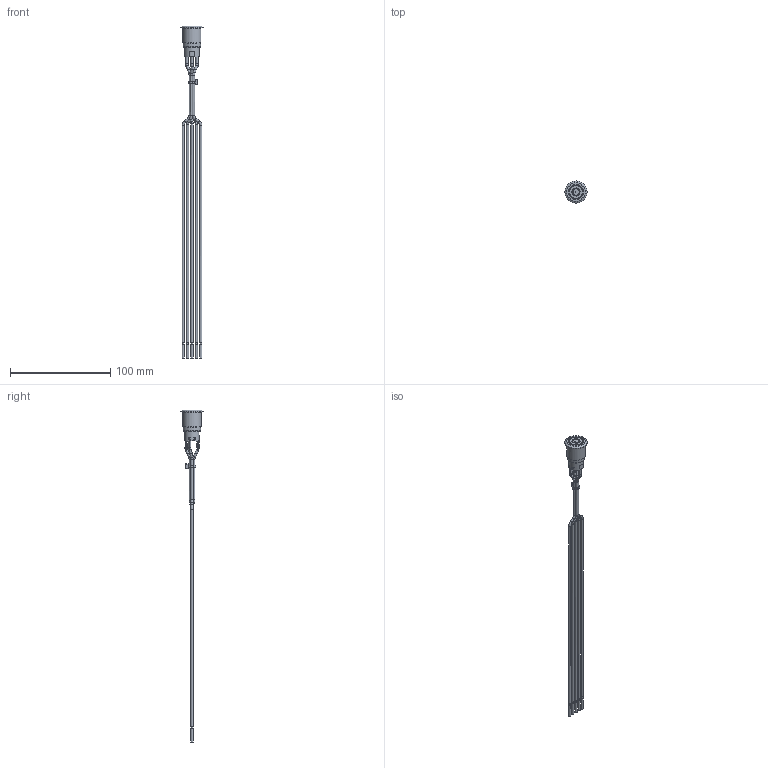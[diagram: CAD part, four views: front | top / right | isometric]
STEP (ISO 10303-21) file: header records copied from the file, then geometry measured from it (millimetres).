
FILE_DESCRIPTION(/* description */ (''),/* implementation_level */ '2;1');
FILE_NAME(/* name */ 'PV4FW30xx-3xx-M26.stp',/* time_stamp */ '2026-01-15T10:37:50-06:00',/* author */ ('mroman'),/* organization */ (''),/* preprocessor_version */ 'ST-DEVELOPER v18.1',/* originating_system */ 'Autodesk Inventor 2022',/* authorisation */ '');
FILE_SCHEMA (('AUTOMOTIVE_DESIGN { 1 0 10303 214 3 1 1 }'));
Length unit declared in the file: inch
Products named in the file (1): PV4FW30xx-3xx-M26
Bounding box: 22 x 22 x 330.5 mm (x, y, z)
Volume: 9355.7 mm3; surface area: 14063.3 mm2
Topology: 1 solids, 4 shells, 401 faces, 1094 edges, 720 vertices
Faces by surface type: plane 219, cylinder 96, torus 32, bspline 31, cone 15, sphere 8
Full cylindrical faces by diameter (mm): 1.5 x5, 2.2 x25, 2.4 x5, 12.6 x1, 12.8 x1, 13.6 x1, 14.9 x1, 15 x1, 15.8 x1, 17.5 x2, 22 x1
Entity records: 13403 total; most frequent: CARTESIAN_POINT 3147, ORIENTED_EDGE 2180, DIRECTION 2087, EDGE_CURVE 1090, AXIS2_PLACEMENT_3D 747, VERTEX_POINT 718, LINE 593, VECTOR 593
